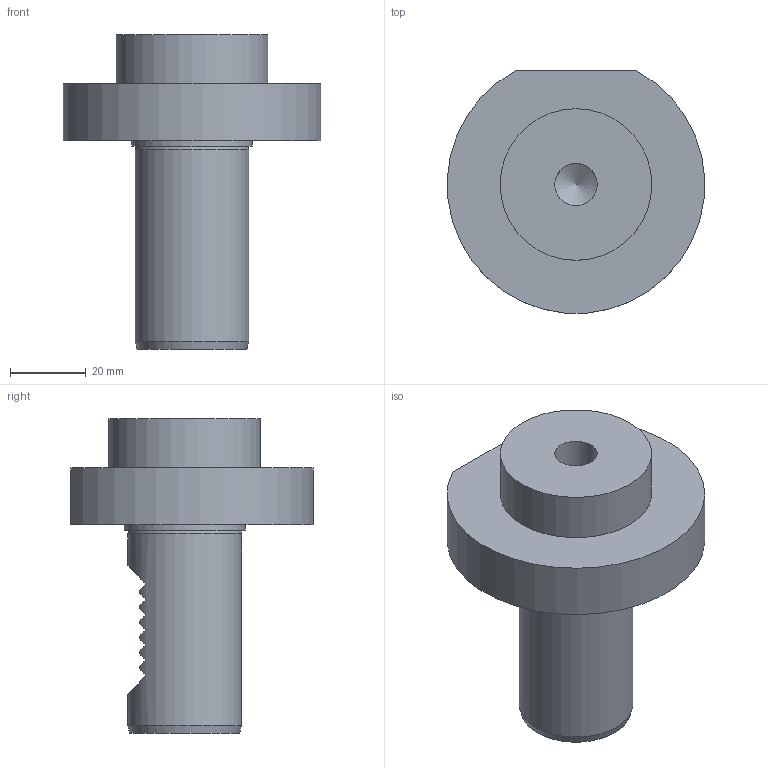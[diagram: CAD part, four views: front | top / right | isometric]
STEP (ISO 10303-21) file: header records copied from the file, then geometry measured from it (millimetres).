
FILE_DESCRIPTION(/* description */ (''),/* implementation_level */ '2;1');
FILE_NAME(/* name */ '10001155003nxv000_00_214.stp',/* time_stamp */ '2023-02-09T13:25:28+01:00',/* author */ (''),/* organization */ (''),/* preprocessor_version */ 'ST-DEVELOPER v18.1',/* originating_system */ 'SIEMENS PLM Software NX 2000',/* authorisation */ '');
FILE_SCHEMA (('AUTOMOTIVE_DESIGN { 1 0 10303 214 3 1 1 1 }'));
Length unit declared in the file: millimetre
Products named in the file (1): 10001155003nxv000_00
Bounding box: 67.9 x 63.88 x 83 mm (x, y, z)
Volume: 103535.7 mm3; surface area: 18335.8 mm2
Topology: 1 solids, 1 shells, 43 faces, 107 edges, 71 vertices
Faces by surface type: plane 31, cylinder 6, cone 6
Full cylindrical faces by diameter (mm): 11.2 x1, 14 x1, 30 x1, 31.86 x1, 40 x1
Entity records: 1223 total; most frequent: DIRECTION 225, CARTESIAN_POINT 201, ORIENTED_EDGE 180, AXIS2_PLACEMENT_3D 91, EDGE_CURVE 90, VERTEX_POINT 67, EDGE_LOOP 59, ADVANCED_FACE 43
